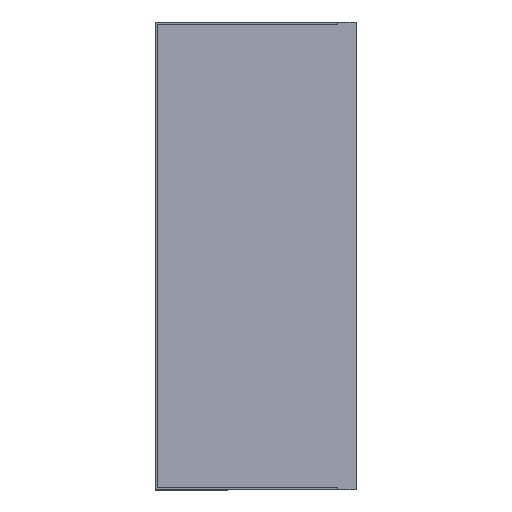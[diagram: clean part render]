
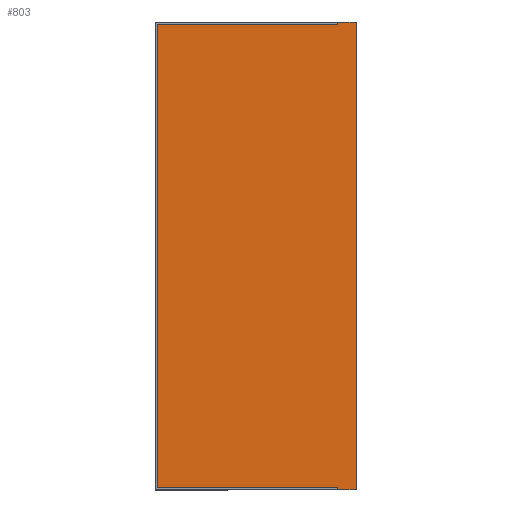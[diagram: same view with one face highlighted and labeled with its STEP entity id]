
A CAD part, left-side view. The second image highlights one B-rep face of the part: STEP entity #803.
In plain terms, the highlighted planar face has unit normal (-1, 0, 0).
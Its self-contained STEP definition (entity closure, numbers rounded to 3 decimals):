
#17 = ORIENTED_EDGE ( 'NONE', *, *, #396, .F. ) ;
#36 = DIRECTION ( 'NONE',  ( 0., -1., 0. ) ) ;
#44 = LINE ( 'NONE', #55, #363 ) ;
#47 = VERTEX_POINT ( 'NONE', #552 ) ;
#55 = CARTESIAN_POINT ( 'NONE',  ( 1493.5, -64.3, 149.8 ) ) ;
#71 = CARTESIAN_POINT ( 'NONE',  ( 1493.5, -64.3, 150.931 ) ) ;
#74 = DIRECTION ( 'NONE',  ( 0., 0., 1. ) ) ;
#81 = LINE ( 'NONE', #488, #622 ) ;
#89 = EDGE_CURVE ( 'NONE', #180, #485, #114, .T. ) ;
#114 = LINE ( 'NONE', #71, #137 ) ;
#137 = VECTOR ( 'NONE', #557, 1000. ) ;
#151 = CARTESIAN_POINT ( 'NONE',  ( 1493.5, 0., 148. ) ) ;
#158 = DIRECTION ( 'NONE',  ( 0., 1., 0. ) ) ;
#160 = CARTESIAN_POINT ( 'NONE',  ( 1493.5, -63.5, -1.8 ) ) ;
#163 = CARTESIAN_POINT ( 'NONE',  ( 1493.5, -58.3, -1. ) ) ;
#165 = VECTOR ( 'NONE', #545, 1000. ) ;
#180 = VERTEX_POINT ( 'NONE', #641 ) ;
#188 = ORIENTED_EDGE ( 'NONE', *, *, #253, .T. ) ;
#208 = LINE ( 'NONE', #378, #377 ) ;
#215 = VERTEX_POINT ( 'NONE', #366 ) ;
#242 = CARTESIAN_POINT ( 'NONE',  ( 1493.5, 0., -1. ) ) ;
#247 = LINE ( 'NONE', #703, #841 ) ;
#250 = CARTESIAN_POINT ( 'NONE',  ( 1493.5, -58.3, 149. ) ) ;
#253 = EDGE_CURVE ( 'NONE', #572, #754, #574, .T. ) ;
#265 = ORIENTED_EDGE ( 'NONE', *, *, #844, .F. ) ;
#278 = EDGE_CURVE ( 'NONE', #658, #180, #208, .T. ) ;
#282 = VERTEX_POINT ( 'NONE', #160 ) ;
#298 = ORIENTED_EDGE ( 'NONE', *, *, #719, .F. ) ;
#316 = DIRECTION ( 'NONE',  ( 0., 1., 0. ) ) ;
#320 = VECTOR ( 'NONE', #850, 1000. ) ;
#330 = EDGE_LOOP ( 'NONE', ( #869, #188, #17, #672, #298, #265, #465, #360, #866, #685 ) ) ;
#339 = CARTESIAN_POINT ( 'NONE',  ( 1493.5, -58.3, -1. ) ) ;
#360 = ORIENTED_EDGE ( 'NONE', *, *, #278, .F. ) ;
#363 = VECTOR ( 'NONE', #460, 1000. ) ;
#366 = CARTESIAN_POINT ( 'NONE',  ( 1493.5, -58.3, -1.8 ) ) ;
#376 = CARTESIAN_POINT ( 'NONE',  ( 1493.5, 0., 148. ) ) ;
#377 = VECTOR ( 'NONE', #36, 1000. ) ;
#378 = CARTESIAN_POINT ( 'NONE',  ( 1493.5, -64.3, 149.8 ) ) ;
#379 = VECTOR ( 'NONE', #584, 1000. ) ;
#390 = VECTOR ( 'NONE', #316, 1000. ) ;
#396 = EDGE_CURVE ( 'NONE', #859, #754, #428, .T. ) ;
#428 = LINE ( 'NONE', #242, #390 ) ;
#439 = CARTESIAN_POINT ( 'NONE',  ( 1493.5, 0., -1. ) ) ;
#445 = VERTEX_POINT ( 'NONE', #250 ) ;
#457 = LINE ( 'NONE', #655, #320 ) ;
#460 = DIRECTION ( 'NONE',  ( 0., 1., 0. ) ) ;
#465 = ORIENTED_EDGE ( 'NONE', *, *, #89, .F. ) ;
#485 = VERTEX_POINT ( 'NONE', #865 ) ;
#488 = CARTESIAN_POINT ( 'NONE',  ( 1493.5, -58.3, 149. ) ) ;
#506 = CARTESIAN_POINT ( 'NONE',  ( 1493.5, 0., 149. ) ) ;
#510 = EDGE_CURVE ( 'NONE', #658, #47, #44, .T. ) ;
#511 = PLANE ( 'NONE',  #863 ) ;
#537 = LINE ( 'NONE', #339, #165 ) ;
#545 = DIRECTION ( 'NONE',  ( 0., 0., 1. ) ) ;
#552 = CARTESIAN_POINT ( 'NONE',  ( 1493.5, -58.3, 149.8 ) ) ;
#557 = DIRECTION ( 'NONE',  ( 0., 0., -1. ) ) ;
#572 = VERTEX_POINT ( 'NONE', #819 ) ;
#574 = LINE ( 'NONE', #151, #779 ) ;
#581 = EDGE_CURVE ( 'NONE', #215, #859, #537, .T. ) ;
#584 = DIRECTION ( 'NONE',  ( 0., -1., 0. ) ) ;
#588 = DIRECTION ( 'NONE',  ( 1., 0., 0. ) ) ;
#622 = VECTOR ( 'NONE', #74, 1000. ) ;
#641 = CARTESIAN_POINT ( 'NONE',  ( 1493.5, -64.3, 149.8 ) ) ;
#647 = DIRECTION ( 'NONE',  ( 0., 0., -1. ) ) ;
#655 = CARTESIAN_POINT ( 'NONE',  ( 1493.5, -64.3, -1.8 ) ) ;
#658 = VERTEX_POINT ( 'NONE', #767 ) ;
#672 = ORIENTED_EDGE ( 'NONE', *, *, #581, .F. ) ;
#685 = ORIENTED_EDGE ( 'NONE', *, *, #700, .F. ) ;
#687 = FACE_OUTER_BOUND ( 'NONE', #330, .T. ) ;
#700 = EDGE_CURVE ( 'NONE', #445, #47, #81, .T. ) ;
#703 = CARTESIAN_POINT ( 'NONE',  ( 1493.5, -64.3, -1.8 ) ) ;
#719 = EDGE_CURVE ( 'NONE', #282, #215, #247, .T. ) ;
#754 = VERTEX_POINT ( 'NONE', #439 ) ;
#767 = CARTESIAN_POINT ( 'NONE',  ( 1493.5, -63.5, 149.8 ) ) ;
#771 = EDGE_CURVE ( 'NONE', #572, #445, #860, .T. ) ;
#779 = VECTOR ( 'NONE', #647, 1000. ) ;
#803 = ADVANCED_FACE ( 'NONE', ( #687 ), #511, .F. ) ;
#819 = CARTESIAN_POINT ( 'NONE',  ( 1493.5, 0., 149. ) ) ;
#830 = DIRECTION ( 'NONE',  ( 0., 1., 0. ) ) ;
#841 = VECTOR ( 'NONE', #830, 1000. ) ;
#844 = EDGE_CURVE ( 'NONE', #485, #282, #457, .T. ) ;
#850 = DIRECTION ( 'NONE',  ( 0., 1., 0. ) ) ;
#859 = VERTEX_POINT ( 'NONE', #163 ) ;
#860 = LINE ( 'NONE', #506, #379 ) ;
#863 = AXIS2_PLACEMENT_3D ( 'NONE', #376, #588, #158 ) ;
#865 = CARTESIAN_POINT ( 'NONE',  ( 1493.5, -64.3, -1.8 ) ) ;
#866 = ORIENTED_EDGE ( 'NONE', *, *, #510, .T. ) ;
#869 = ORIENTED_EDGE ( 'NONE', *, *, #771, .F. ) ;
